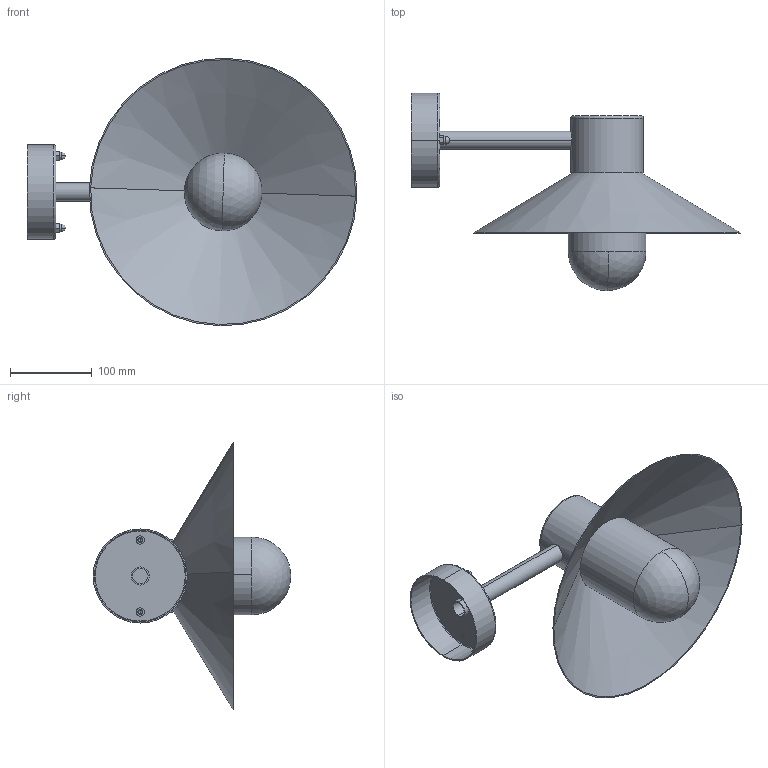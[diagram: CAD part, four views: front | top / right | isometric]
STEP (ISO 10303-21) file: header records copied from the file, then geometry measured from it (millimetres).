
FILE_DESCRIPTION (( 'STEP AP203' ), '1' );
FILE_NAME ('290.STEP', '2013-04-17T08:34:38', ( 'Rysiek' ), ( '' ), 'SwSTEP 2.0', 'SolidWorks 2012', '' );
FILE_SCHEMA (( 'CONFIG_CONTROL_DESIGN' ));
Length unit declared in the file: millimetre
Products named in the file (1): 290
Bounding box: 402.89 x 241.47 x 326.78 mm (x, y, z)
Volume: 374544.6 mm3; surface area: 427013.1 mm2
Topology: 10 solids, 10 shells, 217 faces, 476 edges, 274 vertices
Faces by surface type: cylinder 62, cone 58, plane 41, torus 40, sphere 16
Entity records: 6162 total; most frequent: CARTESIAN_POINT 1367, DIRECTION 1110, ORIENTED_EDGE 896, AXIS2_PLACEMENT_3D 500, EDGE_CURVE 448, CIRCLE 282, VERTEX_POINT 266, EDGE_LOOP 242
